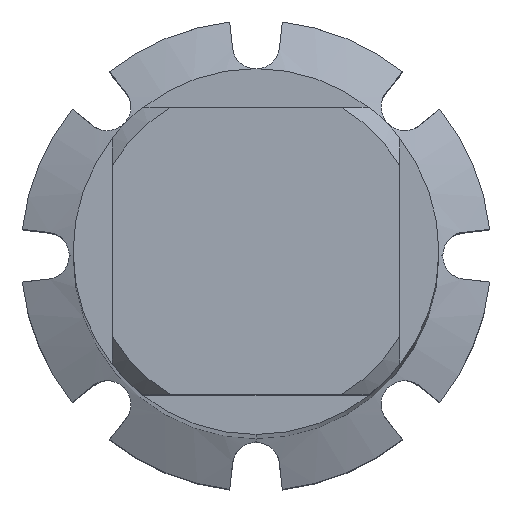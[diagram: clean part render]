
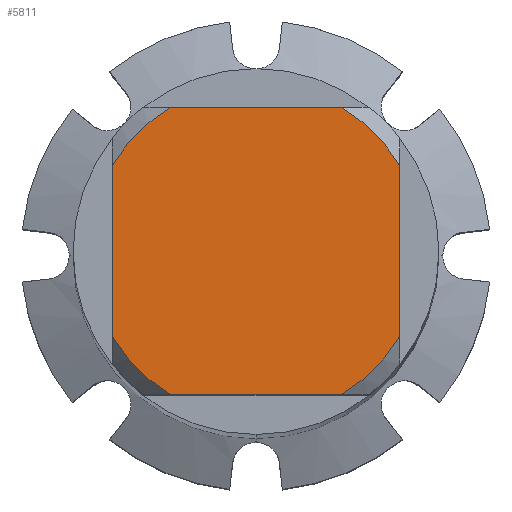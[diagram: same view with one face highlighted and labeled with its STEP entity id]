
A CAD part, top view. The second image highlights one B-rep face of the part: STEP entity #5811.
In plain terms, the highlighted planar face has unit normal (0, 0, 1).
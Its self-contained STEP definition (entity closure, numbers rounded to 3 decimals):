
#3479=EDGE_CURVE('',#5971,#3895,#9432,.T.);
#3543=EDGE_CURVE('',#4301,#5209,#9502,.T.);
#3895=VERTEX_POINT('',#9886);
#4301=VERTEX_POINT('',#10326);
#4819=VERTEX_POINT('',#10892);
#5209=VERTEX_POINT('',#11299);
#5317=EDGE_CURVE('',#5971,#7081,#11418,.T.);
#5693=EDGE_CURVE('',#4301,#8651,#11819,.T.);
#5811=ADVANCED_FACE('',(#11947),#11948,.T.);
#5935=EDGE_CURVE('',#8257,#3895,#12079,.T.);
#5971=VERTEX_POINT('',#12115);
#6715=EDGE_CURVE('',#4819,#7081,#12925,.T.);
#7081=VERTEX_POINT('',#13333);
#7581=EDGE_CURVE('',#4819,#8651,#13880,.T.);
#8257=VERTEX_POINT('',#14618);
#8587=EDGE_CURVE('',#8257,#5209,#14973,.T.);
#8651=VERTEX_POINT('',#15039);
#9432=CIRCLE('',#16250,6.4);
#9502=LINE('',#16362,#16363);
#9886=CARTESIAN_POINT('',(-5.5,-3.273,0.0));
#10326=CARTESIAN_POINT('',(3.273,5.5,0.0));
#10892=CARTESIAN_POINT('',(5.5,-3.273,0.0));
#11299=CARTESIAN_POINT('',(-3.273,5.5,0.0));
#11418=LINE('',#19863,#19864);
#11819=CIRCLE('',#20561,6.4);
#11947=FACE_OUTER_BOUND('',#20775,.T.);
#11948=PLANE('',#20776);
#12079=LINE('',#21023,#21024);
#12115=CARTESIAN_POINT('',(-3.273,-5.5,0.0));
#12925=CIRCLE('',#22500,6.4);
#13333=CARTESIAN_POINT('',(3.273,-5.5,0.0));
#13880=LINE('',#24422,#24423);
#14618=CARTESIAN_POINT('',(-5.5,3.273,0.0));
#14973=CIRCLE('',#26441,6.4);
#15039=CARTESIAN_POINT('',(5.5,3.273,0.0));
#16250=AXIS2_PLACEMENT_3D('',#27556,#27557,#27558);
#16362=CARTESIAN_POINT('',(0.0,5.5,0.0));
#16363=VECTOR('',#27650,1.0);
#19863=CARTESIAN_POINT('',(0.0,-5.5,0.0));
#19864=VECTOR('',#29533,1.0);
#20561=AXIS2_PLACEMENT_3D('',#29945,#29946,#29947);
#20775=EDGE_LOOP('',(#30086,#30087,#30088,#30089,#30090,#30091,#30092,#30093));
#20776=AXIS2_PLACEMENT_3D('',#30094,#30095,#30096);
#21023=CARTESIAN_POINT('',(-5.5,1.6,0.0));
#21024=VECTOR('',#30270,1.0);
#22500=AXIS2_PLACEMENT_3D('',#31167,#31168,#31169);
#24422=CARTESIAN_POINT('',(5.5,1.6,0.0));
#24423=VECTOR('',#32193,1.0);
#26441=AXIS2_PLACEMENT_3D('',#33521,#33522,#33523);
#27556=CARTESIAN_POINT('',(0.0,0.0,0.0));
#27557=DIRECTION('',(0.0,0.0,-1.0));
#27558=DIRECTION('',(0.0,1.0,0.0));
#27650=DIRECTION('',(-1.0,0.0,0.0));
#29533=DIRECTION('',(1.0,0.0,0.0));
#29945=CARTESIAN_POINT('',(0.0,0.0,0.0));
#29946=DIRECTION('',(0.0,0.0,-1.0));
#29947=DIRECTION('',(0.0,1.0,0.0));
#30086=ORIENTED_EDGE('',*,*,#5935,.T.);
#30087=ORIENTED_EDGE('',*,*,#3479,.F.);
#30088=ORIENTED_EDGE('',*,*,#5317,.T.);
#30089=ORIENTED_EDGE('',*,*,#6715,.F.);
#30090=ORIENTED_EDGE('',*,*,#7581,.T.);
#30091=ORIENTED_EDGE('',*,*,#5693,.F.);
#30092=ORIENTED_EDGE('',*,*,#3543,.T.);
#30093=ORIENTED_EDGE('',*,*,#8587,.F.);
#30094=CARTESIAN_POINT('',(0.0,3.2,0.0));
#30095=DIRECTION('',(-0.0,0.0,1.0));
#30096=DIRECTION('',(0.0,-1.0,0.0));
#30270=DIRECTION('',(-0.0,-1.0,0.0));
#31167=CARTESIAN_POINT('',(0.0,0.0,0.0));
#31168=DIRECTION('',(0.0,0.0,-1.0));
#31169=DIRECTION('',(0.0,1.0,0.0));
#32193=DIRECTION('',(-0.0,1.0,0.0));
#33521=CARTESIAN_POINT('',(0.0,0.0,0.0));
#33522=DIRECTION('',(0.0,0.0,-1.0));
#33523=DIRECTION('',(0.0,1.0,0.0));
